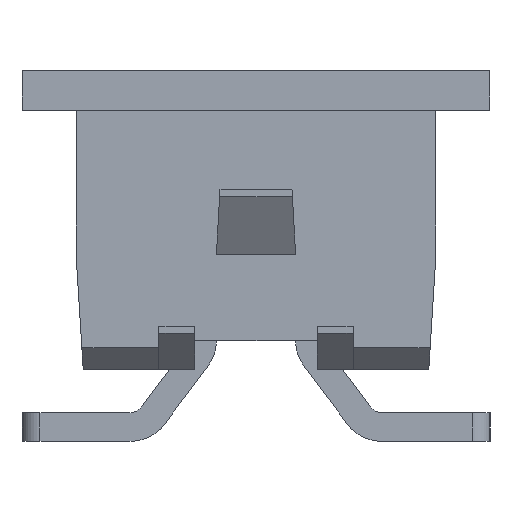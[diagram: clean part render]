
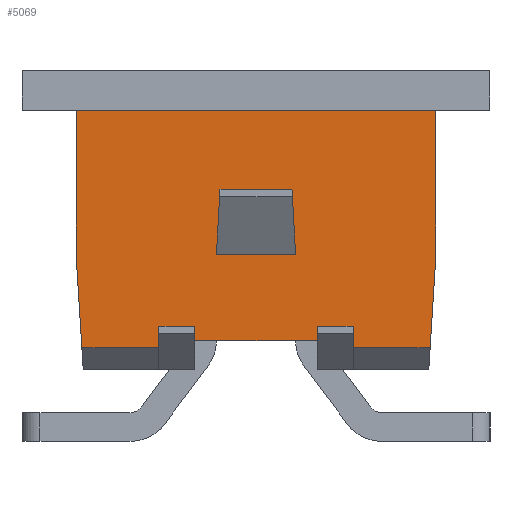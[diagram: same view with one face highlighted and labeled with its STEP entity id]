
A CAD part, left-side view. The second image highlights one B-rep face of the part: STEP entity #5069.
In plain terms, the highlighted planar face has unit normal (-1, 0, 0).
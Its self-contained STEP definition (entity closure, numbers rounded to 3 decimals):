
#351=ORIENTED_EDGE('',*,*,#1779,.T.);
#352=ORIENTED_EDGE('',*,*,#1759,.T.);
#353=ORIENTED_EDGE('',*,*,#1780,.F.);
#354=ORIENTED_EDGE('',*,*,#1767,.F.);
#355=ORIENTED_EDGE('',*,*,#1781,.T.);
#356=ORIENTED_EDGE('',*,*,#1782,.T.);
#357=ORIENTED_EDGE('',*,*,#1783,.F.);
#358=ORIENTED_EDGE('',*,*,#1784,.T.);
#359=ORIENTED_EDGE('',*,*,#1785,.F.);
#360=ORIENTED_EDGE('',*,*,#1786,.F.);
#361=ORIENTED_EDGE('',*,*,#1787,.T.);
#362=ORIENTED_EDGE('',*,*,#1788,.T.);
#363=ORIENTED_EDGE('',*,*,#1789,.F.);
#364=ORIENTED_EDGE('',*,*,#1790,.F.);
#365=ORIENTED_EDGE('',*,*,#1791,.F.);
#366=ORIENTED_EDGE('',*,*,#1792,.T.);
#367=ORIENTED_EDGE('',*,*,#1793,.T.);
#368=ORIENTED_EDGE('',*,*,#1794,.T.);
#1759=EDGE_CURVE('',#2463,#2464,#2971,.T.);
#1767=EDGE_CURVE('',#2469,#2470,#2979,.T.);
#1779=EDGE_CURVE('',#2469,#2463,#2991,.T.);
#1780=EDGE_CURVE('',#2470,#2464,#2992,.T.);
#1781=EDGE_CURVE('',#2479,#2480,#2993,.T.);
#1782=EDGE_CURVE('',#2480,#2481,#2994,.T.);
#1783=EDGE_CURVE('',#2482,#2481,#2995,.T.);
#1784=EDGE_CURVE('',#2482,#2483,#2996,.T.);
#1785=EDGE_CURVE('',#2484,#2483,#2997,.T.);
#1786=EDGE_CURVE('',#2485,#2484,#2998,.T.);
#1787=EDGE_CURVE('',#2485,#2486,#2999,.T.);
#1788=EDGE_CURVE('',#2486,#2487,#3000,.T.);
#1789=EDGE_CURVE('',#2488,#2487,#3001,.T.);
#1790=EDGE_CURVE('',#2489,#2488,#3002,.T.);
#1791=EDGE_CURVE('',#2490,#2489,#3003,.T.);
#1792=EDGE_CURVE('',#2490,#2491,#3004,.T.);
#1793=EDGE_CURVE('',#2491,#2492,#3005,.T.);
#1794=EDGE_CURVE('',#2492,#2479,#3006,.T.);
#2463=VERTEX_POINT('',#7265);
#2464=VERTEX_POINT('',#7266);
#2469=VERTEX_POINT('',#7280);
#2470=VERTEX_POINT('',#7282);
#2479=VERTEX_POINT('',#7309);
#2480=VERTEX_POINT('',#7310);
#2481=VERTEX_POINT('',#7312);
#2482=VERTEX_POINT('',#7314);
#2483=VERTEX_POINT('',#7316);
#2484=VERTEX_POINT('',#7318);
#2485=VERTEX_POINT('',#7320);
#2486=VERTEX_POINT('',#7322);
#2487=VERTEX_POINT('',#7324);
#2488=VERTEX_POINT('',#7326);
#2489=VERTEX_POINT('',#7328);
#2490=VERTEX_POINT('',#7330);
#2491=VERTEX_POINT('',#7332);
#2492=VERTEX_POINT('',#7334);
#2971=LINE('',#7264,#3673);
#2979=LINE('',#7281,#3681);
#2991=LINE('',#7306,#3693);
#2992=LINE('',#7307,#3694);
#2993=LINE('',#7308,#3695);
#2994=LINE('',#7311,#3696);
#2995=LINE('',#7313,#3697);
#2996=LINE('',#7315,#3698);
#2997=LINE('',#7317,#3699);
#2998=LINE('',#7319,#3700);
#2999=LINE('',#7321,#3701);
#3000=LINE('',#7323,#3702);
#3001=LINE('',#7325,#3703);
#3002=LINE('',#7327,#3704);
#3003=LINE('',#7329,#3705);
#3004=LINE('',#7331,#3706);
#3005=LINE('',#7333,#3707);
#3006=LINE('',#7335,#3708);
#3673=VECTOR('',#5872,1000.);
#3681=VECTOR('',#5884,1000.);
#3693=VECTOR('',#5904,1000.);
#3694=VECTOR('',#5905,1000.);
#3695=VECTOR('',#5906,1000.);
#3696=VECTOR('',#5907,1000.);
#3697=VECTOR('',#5908,1000.);
#3698=VECTOR('',#5909,1000.);
#3699=VECTOR('',#5910,1000.);
#3700=VECTOR('',#5911,1000.);
#3701=VECTOR('',#5912,1000.);
#3702=VECTOR('',#5913,1000.);
#3703=VECTOR('',#5914,1000.);
#3704=VECTOR('',#5915,1000.);
#3705=VECTOR('',#5916,1000.);
#3706=VECTOR('',#5917,1000.);
#3707=VECTOR('',#5918,1000.);
#3708=VECTOR('',#5919,1000.);
#4261=EDGE_LOOP('',(#351,#352,#353,#354));
#4262=EDGE_LOOP('',(#355,#356,#357,#358,#359,#360,#361,#362,#363,#364,#365,
#366,#367,#368));
#4545=FACE_BOUND('',#4261,.T.);
#4546=FACE_BOUND('',#4262,.T.);
#4829=PLANE('',#5361);
#5069=ADVANCED_FACE('',(#4545,#4546),#4829,.F.);
#5361=AXIS2_PLACEMENT_3D('',#7305,#5902,#5903);
#5872=DIRECTION('',(0.,1.,0.));
#5884=DIRECTION('',(0.,1.,0.));
#5902=DIRECTION('',(1.,0.,0.));
#5903=DIRECTION('',(0.,0.,-1.));
#5904=DIRECTION('',(0.,-0.055,-0.998));
#5905=DIRECTION('',(0.,0.055,-0.998));
#5906=DIRECTION('',(0.,0.,1.));
#5907=DIRECTION('',(0.,-1.,0.));
#5908=DIRECTION('',(0.,0.,1.));
#5909=DIRECTION('',(0.,-1.,0.));
#5910=DIRECTION('',(0.,0.,-1.));
#5911=DIRECTION('',(0.,1.,0.));
#5912=DIRECTION('',(0.,0.,-1.));
#5913=DIRECTION('',(0.,-1.,0.));
#5914=DIRECTION('',(0.,0.062,-0.998));
#5915=DIRECTION('',(0.,0.,-1.));
#5916=DIRECTION('',(0.,-1.,0.));
#5917=DIRECTION('',(0.,0.,-1.));
#5918=DIRECTION('',(0.,-0.062,-0.998));
#5919=DIRECTION('',(0.,-1.,0.));
#7264=CARTESIAN_POINT('',(-9.905,-0.55,1.6));
#7265=CARTESIAN_POINT('',(-9.905,-0.55,1.6));
#7266=CARTESIAN_POINT('',(-9.905,0.55,1.6));
#7280=CARTESIAN_POINT('',(-9.905,-0.5,2.5));
#7281=CARTESIAN_POINT('',(-9.905,-0.55,2.5));
#7282=CARTESIAN_POINT('',(-9.905,0.5,2.5));
#7305=CARTESIAN_POINT('',(-9.905,2.5,3.6));
#7306=CARTESIAN_POINT('',(-9.905,-0.5,2.5));
#7307=CARTESIAN_POINT('',(-9.905,0.5,2.5));
#7308=CARTESIAN_POINT('',(-9.905,1.35,0.3));
#7309=CARTESIAN_POINT('',(-9.905,1.35,0.3));
#7310=CARTESIAN_POINT('',(-9.905,1.35,0.6));
#7311=CARTESIAN_POINT('',(-9.905,1.35,0.6));
#7312=CARTESIAN_POINT('',(-9.905,0.85,0.6));
#7313=CARTESIAN_POINT('',(-9.905,0.85,0.3));
#7314=CARTESIAN_POINT('',(-9.905,0.85,0.4));
#7315=CARTESIAN_POINT('',(-9.905,2.5,0.4));
#7316=CARTESIAN_POINT('',(-9.905,-0.85,0.4));
#7317=CARTESIAN_POINT('',(-9.905,-0.85,0.6));
#7318=CARTESIAN_POINT('',(-9.905,-0.85,0.6));
#7319=CARTESIAN_POINT('',(-9.905,-1.35,0.6));
#7320=CARTESIAN_POINT('',(-9.905,-1.35,0.6));
#7321=CARTESIAN_POINT('',(-9.905,-1.35,0.6));
#7322=CARTESIAN_POINT('',(-9.905,-1.35,0.3));
#7323=CARTESIAN_POINT('',(-9.905,2.5,0.3));
#7324=CARTESIAN_POINT('',(-9.905,-2.419,0.3));
#7325=CARTESIAN_POINT('',(-9.905,-2.605,3.281));
#7326=CARTESIAN_POINT('',(-9.905,-2.5,1.6));
#7327=CARTESIAN_POINT('',(-9.905,-2.5,3.6));
#7328=CARTESIAN_POINT('',(-9.905,-2.5,3.6));
#7329=CARTESIAN_POINT('',(-9.905,2.5,3.6));
#7330=CARTESIAN_POINT('',(-9.905,2.5,3.6));
#7331=CARTESIAN_POINT('',(-9.905,2.5,3.6));
#7332=CARTESIAN_POINT('',(-9.905,2.5,1.6));
#7333=CARTESIAN_POINT('',(-9.905,2.625,3.592));
#7334=CARTESIAN_POINT('',(-9.905,2.419,0.3));
#7335=CARTESIAN_POINT('',(-9.905,2.5,0.3));
